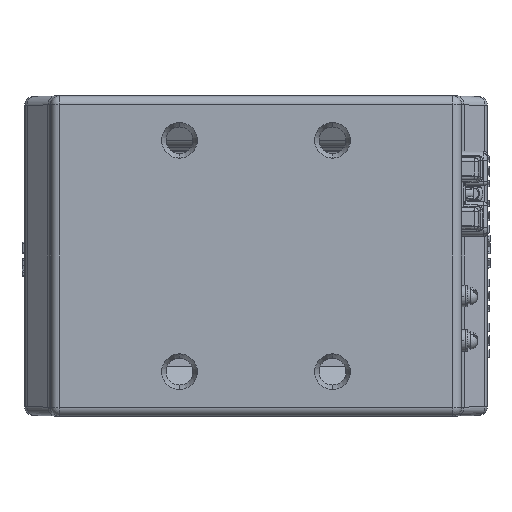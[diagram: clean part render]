
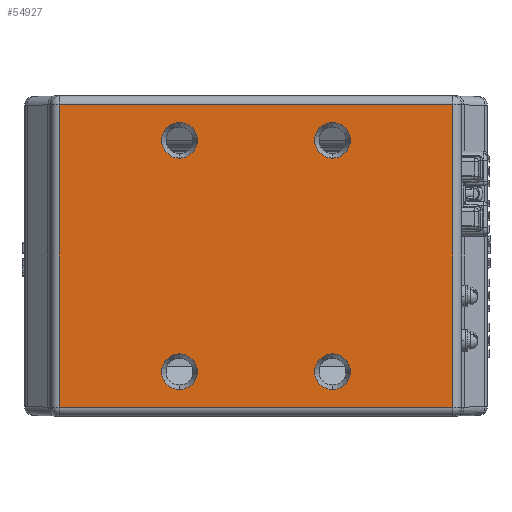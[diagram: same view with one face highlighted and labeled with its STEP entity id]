
A CAD part, front view. The second image highlights one B-rep face of the part: STEP entity #54927.
In plain terms, the highlighted planar face has unit normal (0, -1, 0).
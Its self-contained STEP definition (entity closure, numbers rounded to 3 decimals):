
#772 = ORIENTED_EDGE ( 'NONE', *, *, #57936, .F. ) ;
#774 = ORIENTED_EDGE ( 'NONE', *, *, #9723, .F. ) ;
#776 = ORIENTED_EDGE ( 'NONE', *, *, #57934, .F. ) ;
#778 = ORIENTED_EDGE ( 'NONE', *, *, #9728, .F. ) ;
#780 = ORIENTED_EDGE ( 'NONE', *, *, #57932, .F. ) ;
#782 = ORIENTED_EDGE ( 'NONE', *, *, #9732, .F. ) ;
#784 = ORIENTED_EDGE ( 'NONE', *, *, #57930, .F. ) ;
#786 = ORIENTED_EDGE ( 'NONE', *, *, #9736, .F. ) ;
#789 = ORIENTED_EDGE ( 'NONE', *, *, #57933, .T. ) ;
#791 = ORIENTED_EDGE ( 'NONE', *, *, #57926, .T. ) ;
#793 = ORIENTED_EDGE ( 'NONE', *, *, #57935, .T. ) ;
#795 = ORIENTED_EDGE ( 'NONE', *, *, #57939, .T. ) ;
#797 = ORIENTED_EDGE ( 'NONE', *, *, #57925, .T. ) ;
#799 = ORIENTED_EDGE ( 'NONE', *, *, #57920, .T. ) ;
#801 = ORIENTED_EDGE ( 'NONE', *, *, #57831, .T. ) ;
#802 = ORIENTED_EDGE ( 'NONE', *, *, #57823, .T. ) ;
#1051 = VERTEX_POINT ( 'NONE', #17499 ) ;
#8721 = EDGE_LOOP ( 'NONE', ( #772, #774 ) ) ;
#8724 = EDGE_LOOP ( 'NONE', ( #776, #778 ) ) ;
#8725 = EDGE_LOOP ( 'NONE', ( #780, #782 ) ) ;
#8726 = EDGE_LOOP ( 'NONE', ( #784, #786 ) ) ;
#8727 = EDGE_LOOP ( 'NONE', ( #789, #791, #793, #795, #797, #799, #801, #802 ) ) ;
#9723 = EDGE_CURVE ( 'NONE', #17212, #17213, #24924, .T. ) ;
#9728 = EDGE_CURVE ( 'NONE', #17216, #17217, #24941, .T. ) ;
#9732 = EDGE_CURVE ( 'NONE', #17220, #17221, #24953, .T. ) ;
#9736 = EDGE_CURVE ( 'NONE', #17224, #17225, #24967, .T. ) ;
#17212 = VERTEX_POINT ( 'NONE', #50431 ) ;
#17213 = VERTEX_POINT ( 'NONE', #50432 ) ;
#17216 = VERTEX_POINT ( 'NONE', #50435 ) ;
#17217 = VERTEX_POINT ( 'NONE', #50436 ) ;
#17220 = VERTEX_POINT ( 'NONE', #50439 ) ;
#17221 = VERTEX_POINT ( 'NONE', #50440 ) ;
#17224 = VERTEX_POINT ( 'NONE', #50443 ) ;
#17225 = VERTEX_POINT ( 'NONE', #50444 ) ;
#17499 = CARTESIAN_POINT ( 'NONE',  ( -110.435, 0., -85. ) ) ;
#24924 = CIRCLE ( 'NONE', #30212, 10. ) ;
#24941 = CIRCLE ( 'NONE', #30215, 10. ) ;
#24953 = CIRCLE ( 'NONE', #30211, 10. ) ;
#24967 = CIRCLE ( 'NONE', #30214, 10. ) ;
#30211 = AXIS2_PLACEMENT_3D ( 'NONE', #37562, #37563, #37564 ) ;
#30212 = AXIS2_PLACEMENT_3D ( 'NONE', #37530, #37541, #37542 ) ;
#30214 = AXIS2_PLACEMENT_3D ( 'NONE', #37572, #37573, #37574 ) ;
#30215 = AXIS2_PLACEMENT_3D ( 'NONE', #37551, #37553, #37554 ) ;
#30995 = AXIS2_PLACEMENT_3D ( 'NONE', #52045, #52049, #52050 ) ;
#31342 = AXIS2_PLACEMENT_3D ( 'NONE', #55962, #55973, #55974 ) ;
#31345 = AXIS2_PLACEMENT_3D ( 'NONE', #55972, #55979, #55980 ) ;
#31347 = AXIS2_PLACEMENT_3D ( 'NONE', #55975, #55983, #55984 ) ;
#31348 = AXIS2_PLACEMENT_3D ( 'NONE', #55978, #55988, #55989 ) ;
#32594 = VERTEX_POINT ( 'NONE', #50719 ) ;
#37530 = CARTESIAN_POINT ( 'NONE',  ( -43., 0., 65. ) ) ;
#37541 = DIRECTION ( 'NONE',  ( 0., -1., 0. ) ) ;
#37542 = DIRECTION ( 'NONE',  ( 0., 0., -1. ) ) ;
#37551 = CARTESIAN_POINT ( 'NONE',  ( -43., 0., -65. ) ) ;
#37553 = DIRECTION ( 'NONE',  ( 0., -1., 0. ) ) ;
#37554 = DIRECTION ( 'NONE',  ( 0., 0., -1. ) ) ;
#37562 = CARTESIAN_POINT ( 'NONE',  ( 43., 0., -65. ) ) ;
#37563 = DIRECTION ( 'NONE',  ( 0., -1., 0. ) ) ;
#37564 = DIRECTION ( 'NONE',  ( 0., 0., -1. ) ) ;
#37572 = CARTESIAN_POINT ( 'NONE',  ( 43., 0., 65. ) ) ;
#37573 = DIRECTION ( 'NONE',  ( 0., -1., 0. ) ) ;
#37574 = DIRECTION ( 'NONE',  ( 0., 0., -1. ) ) ;
#48132 = FACE_BOUND ( 'NONE', #8721, .T. ) ;
#48134 = FACE_OUTER_BOUND ( 'NONE', #8727, .T. ) ;
#48140 = FACE_BOUND ( 'NONE', #8724, .T. ) ;
#48142 = FACE_BOUND ( 'NONE', #8725, .T. ) ;
#48144 = FACE_BOUND ( 'NONE', #8726, .T. ) ;
#48690 = LINE ( 'NONE', #55711, #48691 ) ;
#48691 = VECTOR ( 'NONE', #55712, 1000. ) ;
#48697 = LINE ( 'NONE', #55732, #48699 ) ;
#48699 = VECTOR ( 'NONE', #55733, 1000. ) ;
#50131 = VERTEX_POINT ( 'NONE', #50798 ) ;
#50203 = VERTEX_POINT ( 'NONE', #50870 ) ;
#50211 = VERTEX_POINT ( 'NONE', #50878 ) ;
#50212 = VERTEX_POINT ( 'NONE', #50879 ) ;
#50258 = VERTEX_POINT ( 'NONE', #50925 ) ;
#50259 = VERTEX_POINT ( 'NONE', #50926 ) ;
#50431 = CARTESIAN_POINT ( 'NONE',  ( -43., 0., 75. ) ) ;
#50432 = CARTESIAN_POINT ( 'NONE',  ( -43., 0., 55. ) ) ;
#50435 = CARTESIAN_POINT ( 'NONE',  ( -43., 0., -55. ) ) ;
#50436 = CARTESIAN_POINT ( 'NONE',  ( -43., 0., -75. ) ) ;
#50439 = CARTESIAN_POINT ( 'NONE',  ( 43., 0., -55. ) ) ;
#50440 = CARTESIAN_POINT ( 'NONE',  ( 43., 0., -75. ) ) ;
#50443 = CARTESIAN_POINT ( 'NONE',  ( 43., 0., 75. ) ) ;
#50444 = CARTESIAN_POINT ( 'NONE',  ( 43., 0., 55. ) ) ;
#50719 = CARTESIAN_POINT ( 'NONE',  ( 110.435, 0., -85. ) ) ;
#50798 = CARTESIAN_POINT ( 'NONE',  ( 110.5, 0., -84.998 ) ) ;
#50870 = CARTESIAN_POINT ( 'NONE',  ( -110.5, 0., -84.998 ) ) ;
#50878 = CARTESIAN_POINT ( 'NONE',  ( -110.5, 0., 84.998 ) ) ;
#50879 = CARTESIAN_POINT ( 'NONE',  ( -110.435, 0., 85. ) ) ;
#50925 = CARTESIAN_POINT ( 'NONE',  ( 110.435, 0., 85. ) ) ;
#50926 = CARTESIAN_POINT ( 'NONE',  ( 110.5, 0., 84.998 ) ) ;
#52042 = PLANE ( 'NONE',  #30995 ) ;
#52045 = CARTESIAN_POINT ( 'NONE',  ( -130., 0., 90. ) ) ;
#52049 = DIRECTION ( 'NONE',  ( 0., -1., 0. ) ) ;
#52050 = DIRECTION ( 'NONE',  ( 0., 0., -1. ) ) ;
#54927 = ADVANCED_FACE ( 'NONE', ( #48132, #48140, #48142, #48144, #48134 ), #52042, .T. ) ;
#55711 = CARTESIAN_POINT ( 'NONE',  ( -110.5, 0., 90. ) ) ;
#55712 = DIRECTION ( 'NONE',  ( 0., 0., -1. ) ) ;
#55732 = CARTESIAN_POINT ( 'NONE',  ( -129.856, 0., 84.491 ) ) ;
#55733 = DIRECTION ( 'NONE',  ( -1., 0., -0.026 ) ) ;
#55943 = CARTESIAN_POINT ( 'NONE',  ( -130., 0., 85. ) ) ;
#55944 = DIRECTION ( 'NONE',  ( -1., 0., 0. ) ) ;
#55948 = CARTESIAN_POINT ( 'NONE',  ( -129.966, 0., 91.295 ) ) ;
#55959 = DIRECTION ( 'NONE',  ( -1., 0., 0.026 ) ) ;
#55960 = CARTESIAN_POINT ( 'NONE',  ( -130., 0., -85. ) ) ;
#55961 = DIRECTION ( 'NONE',  ( 1., 0., 0. ) ) ;
#55962 = CARTESIAN_POINT ( 'NONE',  ( 43., 0., 65. ) ) ;
#55972 = CARTESIAN_POINT ( 'NONE',  ( 43., 0., -65. ) ) ;
#55973 = DIRECTION ( 'NONE',  ( 0., -1., 0. ) ) ;
#55974 = DIRECTION ( 'NONE',  ( 0., 0., -1. ) ) ;
#55975 = CARTESIAN_POINT ( 'NONE',  ( -43., 0., -65. ) ) ;
#55978 = CARTESIAN_POINT ( 'NONE',  ( -43., 0., 65. ) ) ;
#55979 = DIRECTION ( 'NONE',  ( 0., -1., 0. ) ) ;
#55980 = DIRECTION ( 'NONE',  ( 0., 0., -1. ) ) ;
#55981 = CARTESIAN_POINT ( 'NONE',  ( -134.566, 0., -84.368 ) ) ;
#55982 = DIRECTION ( 'NONE',  ( 1., 0., -0.026 ) ) ;
#55983 = DIRECTION ( 'NONE',  ( 0., -1., 0. ) ) ;
#55984 = DIRECTION ( 'NONE',  ( 0., 0., -1. ) ) ;
#55985 = CARTESIAN_POINT ( 'NONE',  ( -125.256, 0., -91.172 ) ) ;
#55986 = DIRECTION ( 'NONE',  ( 1., 0., 0.026 ) ) ;
#55988 = DIRECTION ( 'NONE',  ( 0., -1., 0. ) ) ;
#55989 = DIRECTION ( 'NONE',  ( 0., 0., -1. ) ) ;
#55996 = CARTESIAN_POINT ( 'NONE',  ( 110.5, 0., 89.869 ) ) ;
#55997 = DIRECTION ( 'NONE',  ( 0., 0., 1. ) ) ;
#56551 = LINE ( 'NONE', #55943, #56552 ) ;
#56552 = VECTOR ( 'NONE', #55944, 1000. ) ;
#56560 = VECTOR ( 'NONE', #55959, 1000. ) ;
#56561 = LINE ( 'NONE', #55981, #56573 ) ;
#56564 = LINE ( 'NONE', #55948, #56560 ) ;
#56566 = LINE ( 'NONE', #55960, #56567 ) ;
#56567 = VECTOR ( 'NONE', #55961, 1000. ) ;
#56569 = LINE ( 'NONE', #55985, #56575 ) ;
#56572 = CIRCLE ( 'NONE', #31342, 10. ) ;
#56573 = VECTOR ( 'NONE', #55982, 1000. ) ;
#56575 = VECTOR ( 'NONE', #55986, 1000. ) ;
#56576 = CIRCLE ( 'NONE', #31345, 10. ) ;
#56578 = CIRCLE ( 'NONE', #31347, 10. ) ;
#56579 = LINE ( 'NONE', #55996, #56580 ) ;
#56580 = VECTOR ( 'NONE', #55997, 1000. ) ;
#56581 = CIRCLE ( 'NONE', #31348, 10. ) ;
#57823 = EDGE_CURVE ( 'NONE', #50211, #50203, #48690, .T. ) ;
#57831 = EDGE_CURVE ( 'NONE', #50212, #50211, #48697, .T. ) ;
#57920 = EDGE_CURVE ( 'NONE', #50258, #50212, #56551, .T. ) ;
#57925 = EDGE_CURVE ( 'NONE', #50259, #50258, #56564, .T. ) ;
#57926 = EDGE_CURVE ( 'NONE', #1051, #32594, #56566, .T. ) ;
#57930 = EDGE_CURVE ( 'NONE', #17225, #17224, #56572, .T. ) ;
#57932 = EDGE_CURVE ( 'NONE', #17221, #17220, #56576, .T. ) ;
#57933 = EDGE_CURVE ( 'NONE', #50203, #1051, #56561, .T. ) ;
#57934 = EDGE_CURVE ( 'NONE', #17217, #17216, #56578, .T. ) ;
#57935 = EDGE_CURVE ( 'NONE', #32594, #50131, #56569, .T. ) ;
#57936 = EDGE_CURVE ( 'NONE', #17213, #17212, #56581, .T. ) ;
#57939 = EDGE_CURVE ( 'NONE', #50131, #50259, #56579, .T. ) ;
